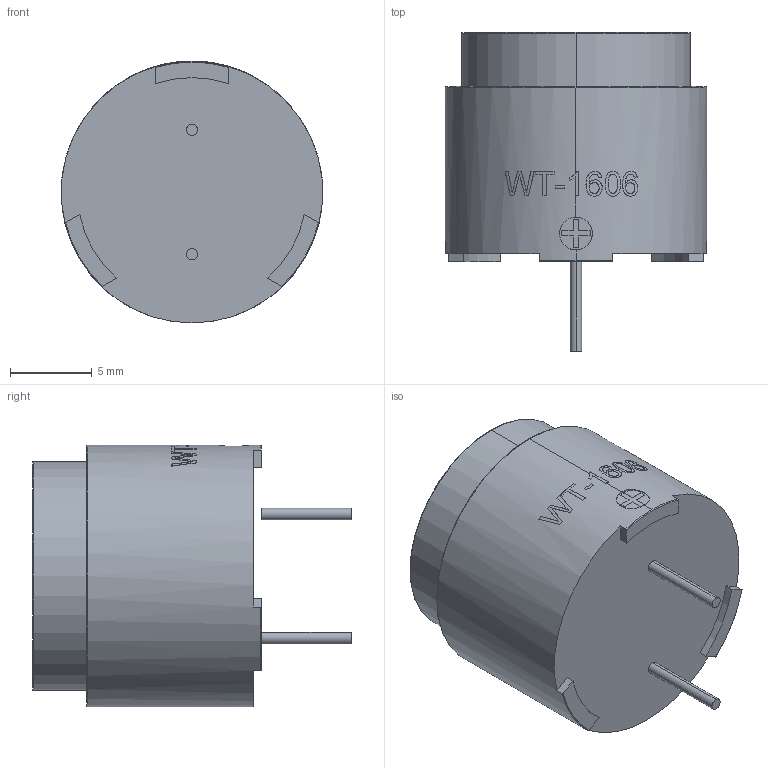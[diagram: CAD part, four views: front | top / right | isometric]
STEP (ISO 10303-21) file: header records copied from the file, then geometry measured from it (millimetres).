
FILE_DESCRIPTION (( 'STEP AP203' ), '1' );
FILE_NAME ('WST-1606.STEP', '2017-06-09T22:35:05', ( 'Gem' ), ( '' ), 'SwSTEP 2.0', 'SolidWorks 2013', '' );
FILE_SCHEMA (( 'CONFIG_CONTROL_DESIGN' ));
Length unit declared in the file: millimetre
Products named in the file (1): WST-1606
Bounding box: 16 x 19.5 x 16.01 mm (x, y, z)
Volume: 2561.9 mm3; surface area: 1113.3 mm2
Topology: 4 solids, 4 shells, 144 faces, 371 edges, 246 vertices
Faces by surface type: bspline 58, plane 54, cylinder 25, torus 7
Entity records: 8816 total; most frequent: CARTESIAN_POINT 5708, ORIENTED_EDGE 742, DIRECTION 425, EDGE_CURVE 371, VERTEX_POINT 246, B_SPLINE_CURVE_WITH_KNOTS 192, AXIS2_PLACEMENT_3D 159, EDGE_LOOP 155
